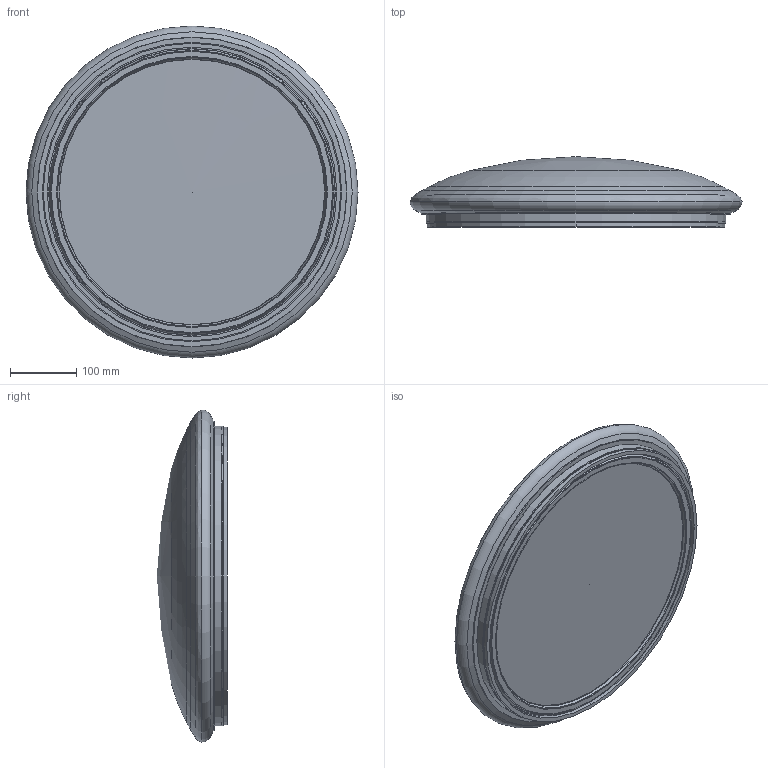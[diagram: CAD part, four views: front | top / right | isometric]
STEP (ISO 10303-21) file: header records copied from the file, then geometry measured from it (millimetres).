
FILE_DESCRIPTION (( 'STEP AP214' ), '1' );
FILE_NAME ('SF-CIRC-500.STEP', '2023-03-28T05:42:40', ( '' ), ( '' ), 'SwSTEP 2.0', 'SolidWorks 2020', '' );
FILE_SCHEMA (( 'AUTOMOTIVE_DESIGN' ));
Length unit declared in the file: millimetre
Products named in the file (1): SF-CIRC-500
Bounding box: 500 x 106 x 500 mm (x, y, z)
Volume: 870785.4 mm3; surface area: 1023187.8 mm2
Topology: 4 solids, 4 shells, 50 faces, 88 edges, 53 vertices
Faces by surface type: cone 13, plane 13, cylinder 12, torus 8, bspline 2, sphere 2
Full cylindrical faces by diameter (mm): 432.4 x1, 448.4 x1, 450 x1, 450.831 x1
Entity records: 1757 total; most frequent: CARTESIAN_POINT 245, DIRECTION 210, ORIENTED_EDGE 120, AXIS2_PLACEMENT_3D 101, EDGE_LOOP 88, FACE_OUTER_BOUND 64, EDGE_CURVE 60, UNCERTAINTY_MEASURE_WITH_UNIT 56
